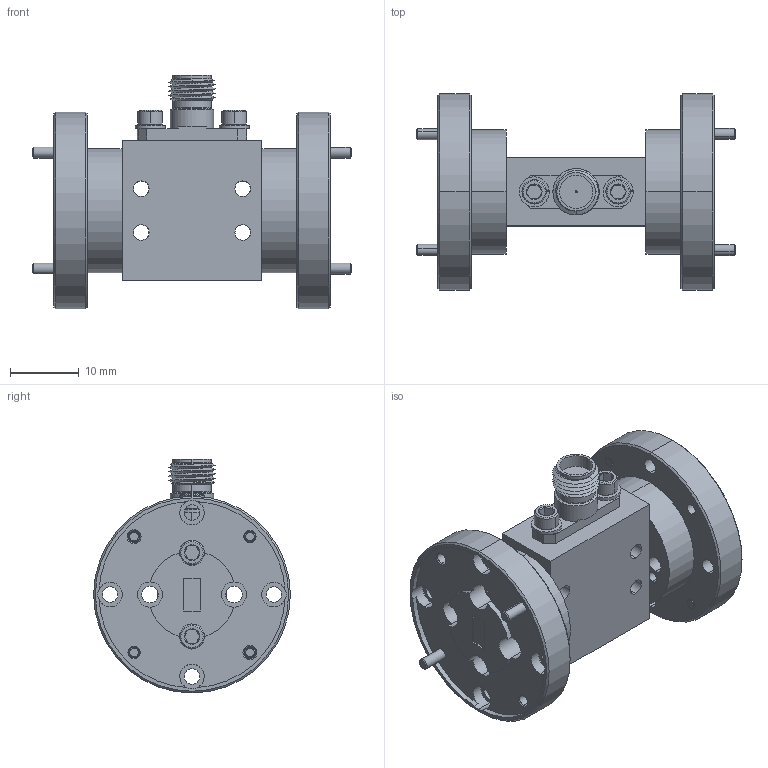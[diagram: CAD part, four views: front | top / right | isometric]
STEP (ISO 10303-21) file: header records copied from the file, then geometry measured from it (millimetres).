
FILE_DESCRIPTION (( 'STEP AP203' ), '1' );
FILE_NAME ('SFB-40360311-1919SF-N1-M.STEP', '2019-08-01T23:05:28', ( '' ), ( '' ), 'SwSTEP 2.0', 'SolidWorks 2016', '' );
FILE_SCHEMA (( 'CONFIG_CONTROL_DESIGN' ));
Length unit declared in the file: inch
Products named in the file (1): SFB-40360311-1919SF-N1-M
Bounding box: 46.23 x 28.57 x 33.97 mm (x, y, z)
Volume: 11527.4 mm3; surface area: 9245.7 mm2
Topology: 17 solids, 17 shells, 610 faces, 1479 edges, 902 vertices
Faces by surface type: cylinder 295, cone 164, plane 143, bspline 6, torus 2
Entity records: 20579 total; most frequent: CARTESIAN_POINT 6480, DIRECTION 3011, ORIENTED_EDGE 2894, EDGE_CURVE 1447, AXIS2_PLACEMENT_3D 1203, VERTEX_POINT 902, EDGE_LOOP 719, FACE_OUTER_BOUND 610
